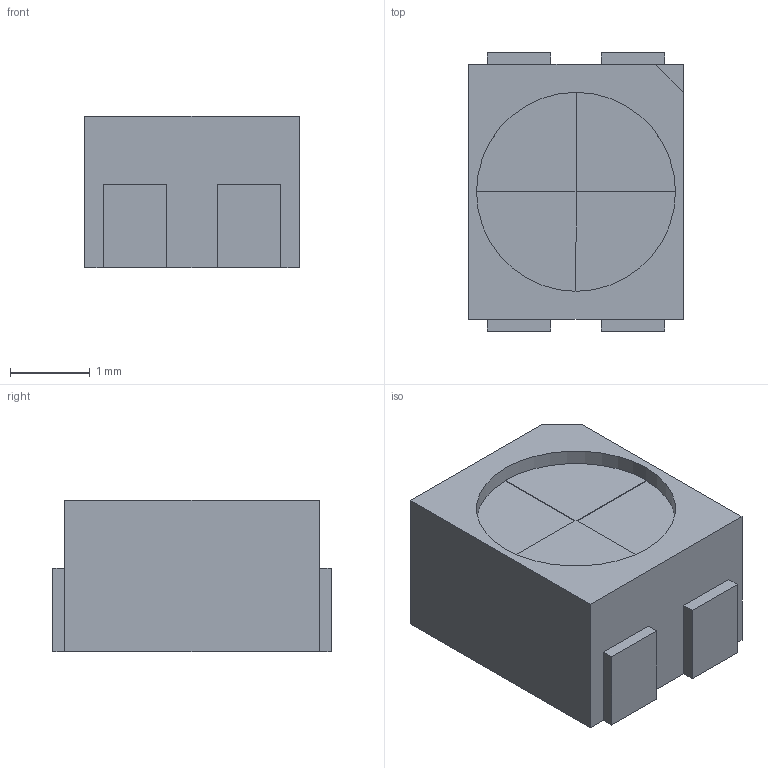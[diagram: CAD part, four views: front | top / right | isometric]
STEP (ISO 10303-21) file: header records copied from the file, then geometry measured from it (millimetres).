
FILE_DESCRIPTION(/* description */ (''),/* implementation_level */ '2;1');
FILE_NAME(/* name */ 'LED SMD-RGB-3528.stp',/* time_stamp */ '2020-11-25T10:15:05-03:00',/* author */ ('laguerre'),/* organization */ (''),/* preprocessor_version */ 'ST-DEVELOPER v17',/* originating_system */ 'Autodesk Inventor 2018',/* authorisation */ '');
FILE_SCHEMA (('AUTOMOTIVE_DESIGN { 1 0 10303 214 3 1 1 }'));
Length unit declared in the file: millimetre
Products named in the file (1): CE-LED-RGB-3528
Bounding box: 2.7 x 3.5 x 1.9 mm (x, y, z)
Volume: 15.9 mm3; surface area: 43.4 mm2
Topology: 1 solids, 1 shells, 33 faces, 88 edges, 57 vertices
Faces by surface type: plane 32, cylinder 1
Full cylindrical faces by diameter (mm): 2.5 x1
Entity records: 1123 total; most frequent: CARTESIAN_POINT 179, ORIENTED_EDGE 176, DIRECTION 161, EDGE_CURVE 88, LINE 83, VECTOR 83, VERTEX_POINT 57, AXIS2_PLACEMENT_3D 39
